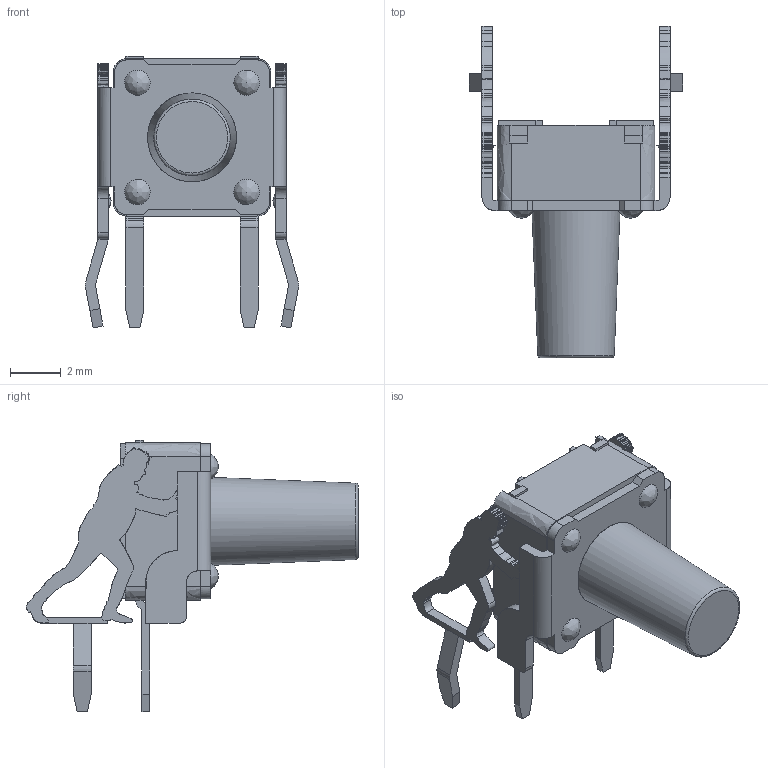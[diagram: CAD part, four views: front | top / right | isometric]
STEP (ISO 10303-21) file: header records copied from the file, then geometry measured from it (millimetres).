
FILE_DESCRIPTION(/* description */ (''),/* implementation_level */ '2;1');
FILE_NAME(/* name */ 'Tact Switch 6x6 mm Right Angled fun',/* time_stamp */ '2020-03-24T15:22:15+01:00',/* author */ (''),/* organization */ (''),/* preprocessor_version */ 'ST-DEVELOPER v16.5',/* originating_system */ '',/* authorisation */ '');
FILE_SCHEMA (('AUTOMOTIVE_DESIGN'));
Length unit declared in the file: millimetre
Products named in the file (1): Document
Bounding box: 8.4 x 13.06 x 10.7 mm (x, y, z)
Surface area: 445.5 mm2 (no closed solid volume)
Topology: 0 solids, 8 shells, 491 faces, 2471 edges, 2332 vertices
Faces by surface type: bspline 307, plane 184
Entity records: 21245 total; most frequent: CARTESIAN_POINT 13373, B_SPLINE_CURVE_WITH_KNOTS 2301, COMPOSITE_CURVE_SEGMENT 2076, ORIENTED_EDGE 740, EDGE_CURVE 394, CURVE_BOUNDED_SURFACE 351, OUTER_BOUNDARY_CURVE 351, VERTEX_POINT 272
